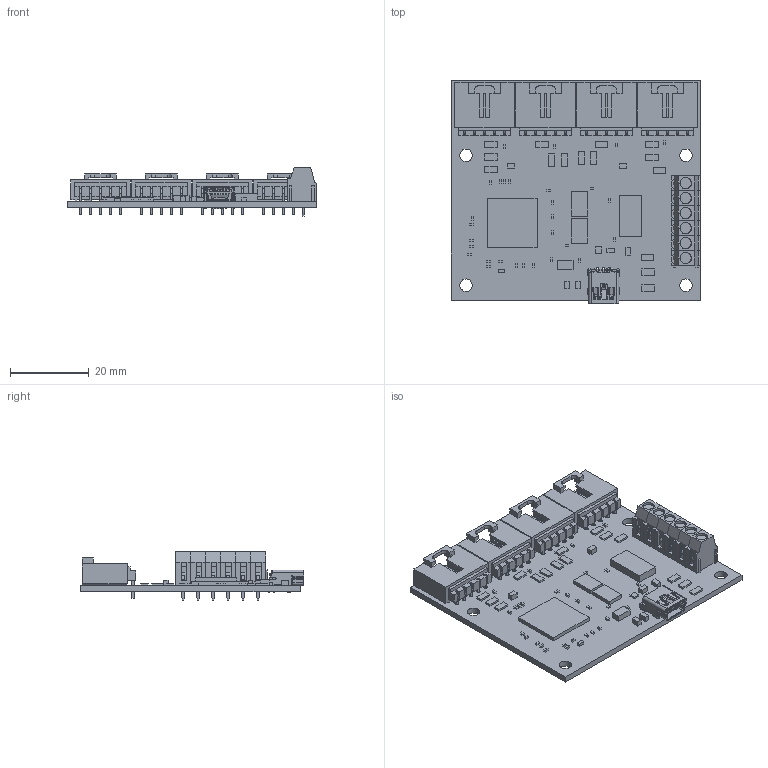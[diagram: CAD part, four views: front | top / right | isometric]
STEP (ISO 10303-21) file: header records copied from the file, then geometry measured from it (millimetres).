
FILE_DESCRIPTION(('Open CASCADE Model'),'2;1');
FILE_NAME('Open CASCADE Shape Model','2012-06-04T08:38:48',('Author'),( 'Open CASCADE'),'Open CASCADE STEP processor 6.2','Open CASCADE 6.2' ,'Unknown');
FILE_SCHEMA(('AUTOMOTIVE_DESIGN { 1 0 10303 214 1 1 1 1 }'));
Length unit declared in the file: millimetre
Products named in the file (102): PCB; Board; C5; 471792672; Extruded; C31; J6; 548190519; Open CASCADE STEP translator 6.2 1.4.1.1; Open CASCADE STEP translator 6.2 1.4.1.2; R10; 466897856; R9; 466897728; C18; C10; R14; 466897472; U4; 466898880; L1; 466898240; C11; C4; C2; C3; C1; C9; C8; C14; C19; C20; C7; C6; C12; C23; C27; C29; 466898624; C21 ...
Assembly tree (152 placements, depth 4):
  PCB
    Board
    C5
      471792672
        Extruded
    C31
      471792672
        Extruded
    J6
      548190519
        Open CASCADE STEP translator 6.2 1.4.1.1
        Open CASCADE STEP translator 6.2 1.4.1.2
    R10
      466897856
        Extruded
    R9
      466897728
        Extruded
    C18
      466897728
        Extruded
    C10
      466897728
        Extruded
    R14
      466897472
        Extruded
    U4
      466898880
        Extruded
    L1
      466898240
        Extruded
    C11
      466897856
        Extruded
    C4
      466897856
        Extruded
    C2
      466897856
        Extruded
    C3
      466897856
        Extruded
    C1
      466897856
        Extruded
    C9
      466897856
        Extruded
    C8
      466897856
        Extruded
    C14
      466897856
        Extruded
    C19
      466897728
        Extruded
Bounding box: 63.5 x 56.76 x 12.31 mm (x, y, z)
Volume: 9542.4 mm3; surface area: 15942.2 mm2
Topology: 77 solids, 77 shells, 2132 faces, 5619 edges, 3718 vertices
Faces by surface type: plane 1841, cylinder 253, cone 20, bspline 18
Full cylindrical faces by diameter (mm): 0.8 x5, 0.965 x20, 1.321 x6, 3.175 x4
Entity records: 62679 total; most frequent: CARTESIAN_POINT 14936, DIRECTION 8460, LINE 5825, VECTOR 5825, ORIENTED_EDGE 4596, PCURVE 4596, DEFINITIONAL_REPRESENTATION 4596, EDGE_CURVE 2298
